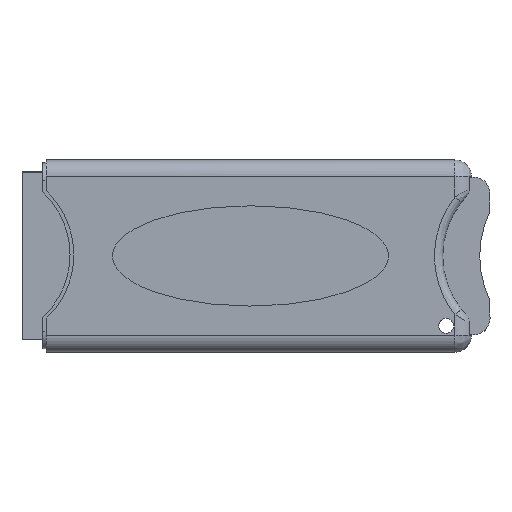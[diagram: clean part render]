
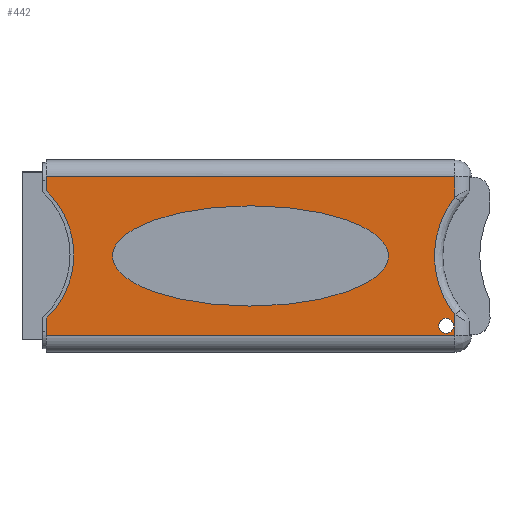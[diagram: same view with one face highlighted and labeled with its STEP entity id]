
A CAD part, top view. The second image highlights one B-rep face of the part: STEP entity #442.
In plain terms, the highlighted face is planar.
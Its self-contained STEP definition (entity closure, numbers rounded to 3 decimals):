
#2 = DIRECTION ( 'NONE',  ( 0., 0., 1. ) ) ;
#111 = CARTESIAN_POINT ( 'NONE',  ( 63.157, 37.153, 0. ) ) ;
#195 = CARTESIAN_POINT ( 'NONE',  ( 30.157, 25.153, 0. ) ) ;
#233 = VERTEX_POINT ( 'NONE', #6368 ) ;
#257 = VERTEX_POINT ( 'NONE', #484 ) ;
#258 = CIRCLE ( 'NONE', #7702, 0.9 ) ;
#277 = EDGE_CURVE ( 'NONE', #6915, #4425, #258, .T. ) ;
#285 = CARTESIAN_POINT ( 'NONE',  ( 63.157, 25.153, 0. ) ) ;
#442 = ADVANCED_FACE ( 'NONE', ( #3821, #5728, #3348 ), #6940, .F. ) ;
#457 = VERTEX_POINT ( 'NONE', #3176 ) ;
#484 = CARTESIAN_POINT ( 'NONE',  ( 71.118, 32.169, 0. ) ) ;
#505 = LINE ( 'NONE', #4759, #6042 ) ;
#534 = VERTEX_POINT ( 'NONE', #3899 ) ;
#771 = ORIENTED_EDGE ( 'NONE', *, *, #4272, .F. ) ;
#783 = CARTESIAN_POINT ( 'NONE',  ( 47.321, -22.077, 0. ) ) ;
#1191 = VERTEX_POINT ( 'NONE', #6990 ) ;
#1197 = ORIENTED_EDGE ( 'NONE', *, *, #3465, .F. ) ;
#1215 = DIRECTION ( 'NONE',  ( -0.979, -0.204, 0. ) ) ;
#1340 = CARTESIAN_POINT ( 'NONE',  ( 30.157, 37.153, 0. ) ) ;
#1343 = CARTESIAN_POINT ( 'NONE',  ( 70.077, 33.511, 0. ) ) ;
#1360 = EDGE_LOOP ( 'NONE', ( #1197, #7556, #771, #5486, #5770, #6189, #6536, #3088, #2569 ) ) ;
#1372 = CARTESIAN_POINT ( 'NONE',  ( 14.995, 25.021, 0. ) ) ;
#1440 = VECTOR ( 'NONE', #1215, 1000. ) ;
#1513 = DIRECTION ( 'NONE',  ( 0., 0., 1. ) ) ;
#1731 = CARTESIAN_POINT ( 'NONE',  ( 71.118, 15.658, 0. ) ) ;
#1788 = EDGE_CURVE ( 'NONE', #4425, #6915, #4777, .T. ) ;
#1944 = CARTESIAN_POINT ( 'NONE',  ( 47.321, 34.653, 0. ) ) ;
#1974 = VERTEX_POINT ( 'NONE', #7779 ) ;
#2203 = DIRECTION ( 'NONE',  ( 0., 1., 0. ) ) ;
#2242 = DIRECTION ( 'NONE',  ( 0., 1., 0. ) ) ;
#2453 = ORIENTED_EDGE ( 'NONE', *, *, #277, .T. ) ;
#2454 = CARTESIAN_POINT ( 'NONE',  ( 22.195, 17.354, 0. ) ) ;
#2461 = ORIENTED_EDGE ( 'NONE', *, *, #1788, .T. ) ;
#2493 = EDGE_CURVE ( 'NONE', #3590, #233, #505, .T. ) ;
#2536 = VECTOR ( 'NONE', #4363, 1000. ) ;
#2558 = VECTOR ( 'NONE', #5779, 1000. ) ;
#2569 = ORIENTED_EDGE ( 'NONE', *, *, #6266, .F. ) ;
#2710 = DIRECTION ( 'NONE',  ( 0., -1., 0. ) ) ;
#2748 = CARTESIAN_POINT ( 'NONE',  ( 70.977, 33.511, 0. ) ) ;
#2779 = CARTESIAN_POINT ( 'NONE',  ( 71.118, 18.137, 0. ) ) ;
#2798 =( BOUNDED_CURVE ( )  B_SPLINE_CURVE ( 3, ( #2779, #4142, #2951, #4770 ),
 .UNSPECIFIED., .F., .T. ) 
 B_SPLINE_CURVE_WITH_KNOTS ( ( 4, 4 ),
 ( 0., 1. ),
 .UNSPECIFIED. ) 
 CURVE ( )  GEOMETRIC_REPRESENTATION_ITEM ( )  RATIONAL_B_SPLINE_CURVE ( ( 1., 0.855, 0.855, 1. ) ) 
 REPRESENTATION_ITEM ( '' )  );
#2947 = AXIS2_PLACEMENT_3D ( 'NONE', #1372, #6144, #5475 ) ;
#2951 = CARTESIAN_POINT ( 'NONE',  ( 67.712, 27.888, 0. ) ) ;
#3088 = ORIENTED_EDGE ( 'NONE', *, *, #6472, .F. ) ;
#3176 = CARTESIAN_POINT ( 'NONE',  ( 71.118, 34.653, 0. ) ) ;
#3251 = LINE ( 'NONE', #6735, #2536 ) ;
#3260 = AXIS2_PLACEMENT_3D ( 'NONE', #1343, #2, #4856 ) ;
#3348 = FACE_BOUND ( 'NONE', #4782, .T. ) ;
#3465 = EDGE_CURVE ( 'NONE', #233, #257, #2798, .T. ) ;
#3590 = VERTEX_POINT ( 'NONE', #1731 ) ;
#3699 = VECTOR ( 'NONE', #2203, 1000. ) ;
#3821 = FACE_OUTER_BOUND ( 'NONE', #1360, .T. ) ;
#3899 = CARTESIAN_POINT ( 'NONE',  ( 22.227, 17.36, 0. ) ) ;
#3917 = DIRECTION ( 'NONE',  ( -1., 0., 0. ) ) ;
#4064 = CARTESIAN_POINT ( 'NONE',  ( 22.195, 32.712, 0. ) ) ;
#4091 = VERTEX_POINT ( 'NONE', #4064 ) ;
#4142 = CARTESIAN_POINT ( 'NONE',  ( 67.712, 22.418, 0. ) ) ;
#4262 = CARTESIAN_POINT ( 'NONE',  ( 63.157, 25.153, 0. ) ) ;
#4272 = EDGE_CURVE ( 'NONE', #5040, #3590, #3251, .T. ) ;
#4278 = ORIENTED_EDGE ( 'NONE', *, *, #5649, .F. ) ;
#4363 = DIRECTION ( 'NONE',  ( 1., 0., 0. ) ) ;
#4425 = VERTEX_POINT ( 'NONE', #2748 ) ;
#4489 = CARTESIAN_POINT ( 'NONE',  ( 22.195, -22.077, 0. ) ) ;
#4508 = CARTESIAN_POINT ( 'NONE',  ( 30.157, 25.153, 0. ) ) ;
#4537 = DIRECTION ( 'NONE',  ( 1., 0., 0. ) ) ;
#4624 = CARTESIAN_POINT ( 'NONE',  ( 30.157, 13.153, 0. ) ) ;
#4759 = CARTESIAN_POINT ( 'NONE',  ( 71.118, -22.077, 0. ) ) ;
#4770 = CARTESIAN_POINT ( 'NONE',  ( 71.118, 32.169, 0. ) ) ;
#4777 = CIRCLE ( 'NONE', #3260, 0.9 ) ;
#4782 = EDGE_LOOP ( 'NONE', ( #5883, #4278 ) ) ;
#4856 = DIRECTION ( 'NONE',  ( -1., 0., 0. ) ) ;
#5040 = VERTEX_POINT ( 'NONE', #6446 ) ;
#5305 = AXIS2_PLACEMENT_3D ( 'NONE', #783, #5598, #4537 ) ;
#5413 = CARTESIAN_POINT ( 'NONE',  ( 69.177, 33.511, 0. ) ) ;
#5475 = DIRECTION ( 'NONE',  ( -1., 0., 0. ) ) ;
#5486 = ORIENTED_EDGE ( 'NONE', *, *, #6850, .F. ) ;
#5527 = VERTEX_POINT ( 'NONE', #5970 ) ;
#5598 = DIRECTION ( 'NONE',  ( 0., 0., 1. ) ) ;
#5649 = EDGE_CURVE ( 'NONE', #1974, #1191, #7067, .T. ) ;
#5715 = LINE ( 'NONE', #7609, #3699 ) ;
#5728 = FACE_BOUND ( 'NONE', #6826, .T. ) ;
#5746 = LINE ( 'NONE', #6326, #2558 ) ;
#5770 = ORIENTED_EDGE ( 'NONE', *, *, #6028, .F. ) ;
#5779 = DIRECTION ( 'NONE',  ( 0., -1., 0. ) ) ;
#5867 = CIRCLE ( 'NONE', #2947, 10.535 ) ;
#5883 = ORIENTED_EDGE ( 'NONE', *, *, #7378, .F. ) ;
#5961 = VECTOR ( 'NONE', #6839, 1000. ) ;
#5970 = CARTESIAN_POINT ( 'NONE',  ( 22.195, 34.653, 0. ) ) ;
#6028 = EDGE_CURVE ( 'NONE', #534, #7131, #6618, .T. ) ;
#6042 = VECTOR ( 'NONE', #2242, 1000. ) ;
#6144 = DIRECTION ( 'NONE',  ( 0., 0., -1. ) ) ;
#6189 = ORIENTED_EDGE ( 'NONE', *, *, #7593, .F. ) ;
#6212 =( BOUNDED_CURVE ( )  B_SPLINE_CURVE ( 3, ( #285, #7470, #4624, #4508 ),
 .UNSPECIFIED., .F., .T. ) 
 B_SPLINE_CURVE_WITH_KNOTS ( ( 4, 4 ),
 ( 0., 0.037 ),
 .UNSPECIFIED. ) 
 CURVE ( )  GEOMETRIC_REPRESENTATION_ITEM ( )  RATIONAL_B_SPLINE_CURVE ( ( 1., 0.333, 0.333, 1. ) ) 
 REPRESENTATION_ITEM ( '' )  );
#6266 = EDGE_CURVE ( 'NONE', #257, #457, #5715, .T. ) ;
#6326 = CARTESIAN_POINT ( 'NONE',  ( 22.195, -22.077, 0. ) ) ;
#6368 = CARTESIAN_POINT ( 'NONE',  ( 71.118, 18.137, 0. ) ) ;
#6446 = CARTESIAN_POINT ( 'NONE',  ( 22.195, 15.653, 0. ) ) ;
#6470 = VECTOR ( 'NONE', #2710, 1000. ) ;
#6472 = EDGE_CURVE ( 'NONE', #457, #5527, #6794, .T. ) ;
#6536 = ORIENTED_EDGE ( 'NONE', *, *, #7236, .F. ) ;
#6618 = LINE ( 'NONE', #7279, #1440 ) ;
#6735 = CARTESIAN_POINT ( 'NONE',  ( 47.317, 15.656, 0. ) ) ;
#6794 = LINE ( 'NONE', #1944, #5961 ) ;
#6826 = EDGE_LOOP ( 'NONE', ( #2453, #2461 ) ) ;
#6839 = DIRECTION ( 'NONE',  ( -1., 0., 0. ) ) ;
#6850 = EDGE_CURVE ( 'NONE', #7131, #5040, #7490, .T. ) ;
#6915 = VERTEX_POINT ( 'NONE', #5413 ) ;
#6916 = CARTESIAN_POINT ( 'NONE',  ( 70.077, 33.511, 0. ) ) ;
#6940 = PLANE ( 'NONE',  #5305 ) ;
#6990 = CARTESIAN_POINT ( 'NONE',  ( 63.157, 25.153, 0. ) ) ;
#7067 =( BOUNDED_CURVE ( )  B_SPLINE_CURVE ( 3, ( #195, #1340, #111, #4262 ),
 .UNSPECIFIED., .F., .T. ) 
 B_SPLINE_CURVE_WITH_KNOTS ( ( 4, 4 ),
 ( 0., 0.037 ),
 .UNSPECIFIED. ) 
 CURVE ( )  GEOMETRIC_REPRESENTATION_ITEM ( )  RATIONAL_B_SPLINE_CURVE ( ( 1., 0.333, 0.333, 1. ) ) 
 REPRESENTATION_ITEM ( '' )  );
#7131 = VERTEX_POINT ( 'NONE', #2454 ) ;
#7236 = EDGE_CURVE ( 'NONE', #5527, #4091, #5746, .T. ) ;
#7279 = CARTESIAN_POINT ( 'NONE',  ( 22.227, 17.36, 0. ) ) ;
#7378 = EDGE_CURVE ( 'NONE', #1191, #1974, #6212, .T. ) ;
#7470 = CARTESIAN_POINT ( 'NONE',  ( 63.157, 13.153, 0. ) ) ;
#7490 = LINE ( 'NONE', #4489, #6470 ) ;
#7556 = ORIENTED_EDGE ( 'NONE', *, *, #2493, .F. ) ;
#7593 = EDGE_CURVE ( 'NONE', #4091, #534, #5867, .T. ) ;
#7609 = CARTESIAN_POINT ( 'NONE',  ( 71.118, -22.077, 0. ) ) ;
#7702 = AXIS2_PLACEMENT_3D ( 'NONE', #6916, #1513, #3917 ) ;
#7779 = CARTESIAN_POINT ( 'NONE',  ( 30.157, 25.153, 0. ) ) ;
